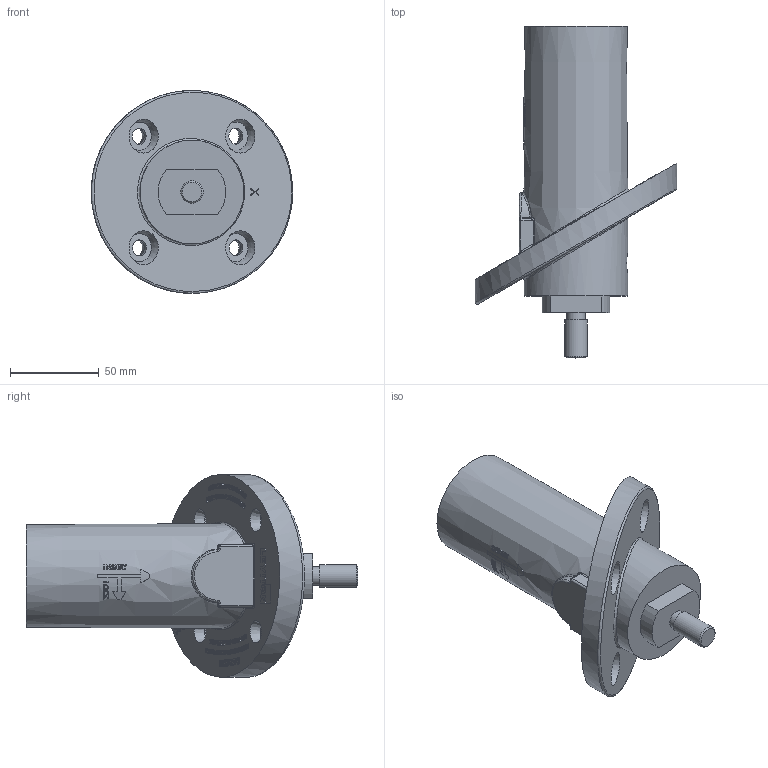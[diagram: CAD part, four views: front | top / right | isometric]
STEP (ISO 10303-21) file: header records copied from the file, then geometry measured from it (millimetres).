
FILE_DESCRIPTION (( 'STEP AP214' ), '1' );
FILE_NAME ('CATSTD-17R23-0SX-M01.STEP', '2021-01-05T14:08:36', ( '' ), ( '' ), 'SwSTEP 2.0', 'SolidWorks 2020', '' );
FILE_SCHEMA (( 'AUTOMOTIVE_DESIGN' ));
Length unit declared in the file: inch
Products named in the file (1): CATSTD-17R23-0SX-M01
Bounding box: 113.51 x 186.99 x 114.26 mm (x, y, z)
Volume: 437975.5 mm3; surface area: 79643.5 mm2
Topology: 1 solids, 3 shells, 1649 faces, 4339 edges, 2878 vertices
Faces by surface type: plane 1048, bspline 500, cylinder 59, cone 30, sphere 6, torus 6
Full cylindrical faces by diameter (mm): 2.438 x1, 5.08 x1, 5.174 x1, 6.35 x1, 9.017 x4, 10.312 x1, 10.922 x1, 12.662 x1, 28.499 x1, 58.42 x1
Entity records: 109563 total; most frequent: CARTESIAN_POINT 51140, ORIENTED_EDGE 8578, DIRECTION 5666, EDGE_CURVE 4289, LINE 2924, VECTOR 2924, VERTEX_POINT 2861, EDGE_LOOP 1876
